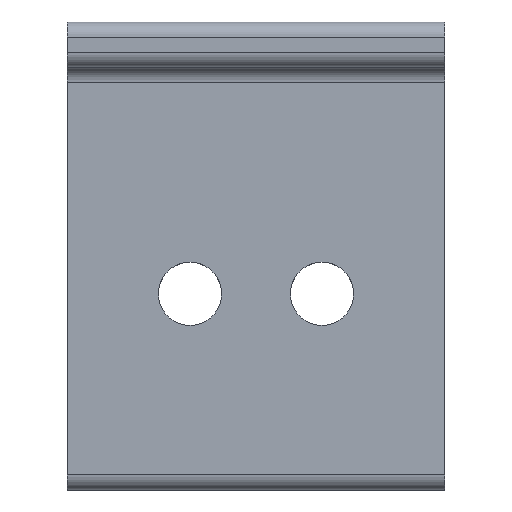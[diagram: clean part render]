
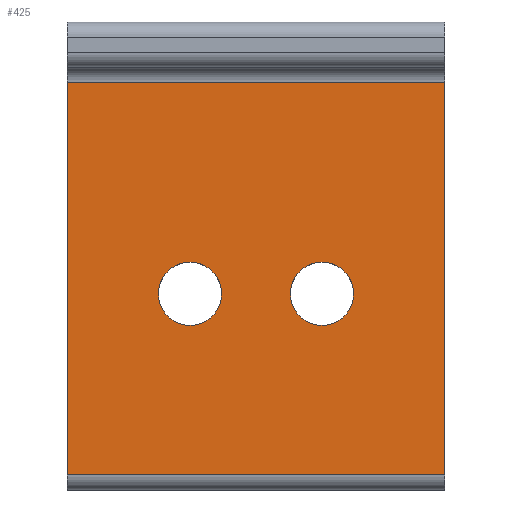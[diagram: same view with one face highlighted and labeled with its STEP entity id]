
A CAD part, top view. The second image highlights one B-rep face of the part: STEP entity #425.
In plain terms, the highlighted planar face has unit normal (0, 0, 1).
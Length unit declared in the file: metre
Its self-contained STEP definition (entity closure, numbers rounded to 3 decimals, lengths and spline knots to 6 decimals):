
#32=CIRCLE('',#469,0.0021);
#33=CIRCLE('',#470,0.0021);
#86=ORIENTED_EDGE('',*,*,#202,.F.);
#87=ORIENTED_EDGE('',*,*,#203,.F.);
#88=ORIENTED_EDGE('',*,*,#204,.F.);
#89=ORIENTED_EDGE('',*,*,#205,.T.);
#90=ORIENTED_EDGE('',*,*,#206,.T.);
#91=ORIENTED_EDGE('',*,*,#207,.T.);
#202=EDGE_CURVE('',#260,#260,#32,.T.);
#203=EDGE_CURVE('',#261,#261,#33,.T.);
#204=EDGE_CURVE('',#262,#263,#296,.T.);
#205=EDGE_CURVE('',#262,#264,#297,.F.);
#206=EDGE_CURVE('',#264,#265,#298,.T.);
#207=EDGE_CURVE('',#265,#263,#299,.T.);
#260=VERTEX_POINT('',#717);
#261=VERTEX_POINT('',#719);
#262=VERTEX_POINT('',#721);
#263=VERTEX_POINT('',#722);
#264=VERTEX_POINT('',#724);
#265=VERTEX_POINT('',#726);
#296=LINE('',#720,#328);
#297=LINE('',#723,#329);
#298=LINE('',#725,#330);
#299=LINE('',#727,#331);
#328=VECTOR('',#567,1.);
#329=VECTOR('',#568,1.);
#330=VECTOR('',#569,1.);
#331=VECTOR('',#570,1.);
#345=EDGE_LOOP('',(#86));
#346=EDGE_LOOP('',(#87));
#347=EDGE_LOOP('',(#88,#89,#90,#91));
#383=FACE_BOUND('',#345,.T.);
#384=FACE_BOUND('',#346,.T.);
#385=FACE_BOUND('',#347,.T.);
#415=PLANE('',#468);
#425=ADVANCED_FACE('',(#383,#384,#385),#415,.T.);
#468=AXIS2_PLACEMENT_3D('',#715,#561,#562);
#469=AXIS2_PLACEMENT_3D('',#716,#563,#564);
#470=AXIS2_PLACEMENT_3D('',#718,#565,#566);
#561=DIRECTION('',(0.,0.,1.));
#562=DIRECTION('',(1.,0.,0.));
#563=DIRECTION('',(0.,0.,1.));
#564=DIRECTION('',(1.,0.,0.));
#565=DIRECTION('',(0.,0.,1.));
#566=DIRECTION('',(1.,0.,0.));
#567=DIRECTION('',(0.,1.,0.));
#568=DIRECTION('',(-1.,0.,0.));
#569=DIRECTION('',(0.,1.,0.));
#570=DIRECTION('',(-1.,0.,0.));
#715=CARTESIAN_POINT('',(0.0125,0.0854,0.0577));
#716=CARTESIAN_POINT('',(0.004375,0.0969,0.0577));
#717=CARTESIAN_POINT('',(0.006475,0.0969,0.0577));
#718=CARTESIAN_POINT('',(-0.004375,0.0969,0.0577));
#719=CARTESIAN_POINT('',(-0.002275,0.0969,0.0577));
#720=CARTESIAN_POINT('',(-0.0125,0.0854,0.0577));
#721=CARTESIAN_POINT('',(-0.0125,0.0849,0.0577));
#722=CARTESIAN_POINT('',(-0.0125,0.1109,0.0577));
#723=CARTESIAN_POINT('',(0.0125,0.0849,0.0577));
#724=CARTESIAN_POINT('',(0.0125,0.0849,0.0577));
#725=CARTESIAN_POINT('',(0.0125,0.0854,0.0577));
#726=CARTESIAN_POINT('',(0.0125,0.1109,0.0577));
#727=CARTESIAN_POINT('',(0.0125,0.1109,0.0577));
